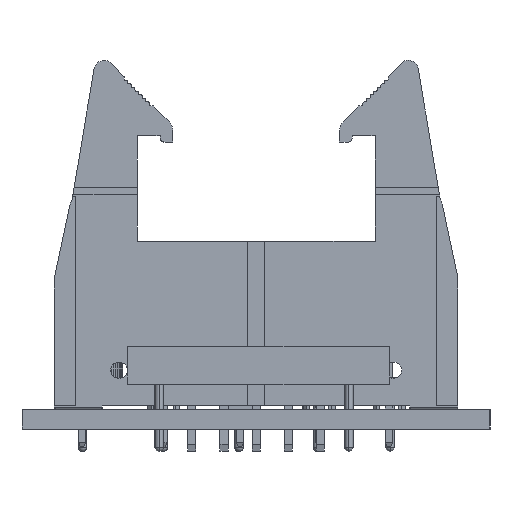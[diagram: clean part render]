
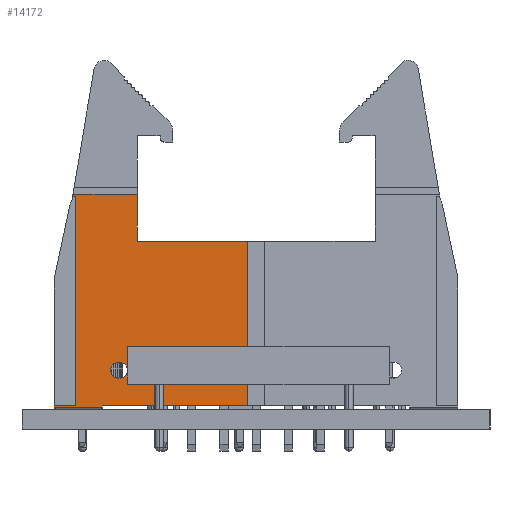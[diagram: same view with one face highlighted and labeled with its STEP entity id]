
A CAD part, left-side view. The second image highlights one B-rep face of the part: STEP entity #14172.
In plain terms, the highlighted face is planar.
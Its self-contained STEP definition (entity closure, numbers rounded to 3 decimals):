
#4994 = VERTEX_POINT('',#4995);
#4995 = CARTESIAN_POINT('',(10.2,7.85,3.1));
#5001 = EDGE_CURVE('',#4994,#5002,#5004,.T.);
#5002 = VERTEX_POINT('',#5003);
#5003 = CARTESIAN_POINT('',(11.5,7.85,3.1));
#5004 = CIRCLE('',#5005,0.65);
#5005 = AXIS2_PLACEMENT_3D('',#5006,#5007,#5008);
#5006 = CARTESIAN_POINT('',(10.85,7.85,3.1));
#5007 = DIRECTION('',(0.,-1.,0.));
#5008 = DIRECTION('',(1.,0.,0.));
#6099 = VERTEX_POINT('',#6100);
#6100 = CARTESIAN_POINT('',(0.675,7.85,0.3));
#6106 = EDGE_CURVE('',#6099,#6107,#6109,.T.);
#6107 = VERTEX_POINT('',#6108);
#6108 = CARTESIAN_POINT('',(12.15,7.85,0.3));
#6109 = LINE('',#6110,#6111);
#6110 = CARTESIAN_POINT('',(6.412,7.85,0.3));
#6111 = VECTOR('',#6112,1.);
#6112 = DIRECTION('',(1.,0.,0.));
#9454 = EDGE_CURVE('',#5002,#4994,#9455,.T.);
#9455 = CIRCLE('',#9456,0.65);
#9456 = AXIS2_PLACEMENT_3D('',#9457,#9458,#9459);
#9457 = CARTESIAN_POINT('',(10.85,7.85,3.1));
#9458 = DIRECTION('',(0.,-1.,0.));
#9459 = DIRECTION('',(1.,0.,0.));
#9849 = VERTEX_POINT('',#9850);
#9850 = CARTESIAN_POINT('',(12.15,7.85,0.15)
  );
#9874 = EDGE_CURVE('',#6107,#9849,#9875,.T.);
#9875 = LINE('',#9876,#9877);
#9876 = CARTESIAN_POINT('',(12.15,7.85,
    0.075));
#9877 = VECTOR('',#9878,1.);
#9878 = DIRECTION('',(0.,0.,-1.));
#10835 = VERTEX_POINT('',#10836);
#10836 = CARTESIAN_POINT('',(9.407,7.85,17.
    ));
#10842 = EDGE_CURVE('',#10835,#10843,#10845,.T.);
#10843 = VERTEX_POINT('',#10844);
#10844 = CARTESIAN_POINT('',(9.407,7.85,13.3
    ));
#10845 = LINE('',#10846,#10847);
#10846 = CARTESIAN_POINT('',(9.407,7.85,6.65)
  );
#10847 = VECTOR('',#10848,1.);
#10848 = DIRECTION('',(0.,0.,-1.));
#11885 = VERTEX_POINT('',#11886);
#11886 = CARTESIAN_POINT('',(15.95,7.85,0.15));
#11895 = EDGE_CURVE('',#9849,#11885,#11896,.T.);
#11896 = LINE('',#11897,#11898);
#11897 = CARTESIAN_POINT('',(7.462,7.85,0.15)
  );
#11898 = VECTOR('',#11899,1.);
#11899 = DIRECTION('',(1.,0.,0.));
#11990 = VERTEX_POINT('',#11991);
#11991 = CARTESIAN_POINT('',(14.511,7.85,16.859
    ));
#12008 = VERTEX_POINT('',#12009);
#12009 = CARTESIAN_POINT('',(14.25,7.85,
    16.859));
#12015 = EDGE_CURVE('',#12008,#11990,#12016,.T.);
#12016 = LINE('',#12017,#12018);
#12017 = CARTESIAN_POINT('',(-15.95,7.85,16.859));
#12018 = VECTOR('',#12019,1.);
#12019 = DIRECTION('',(1.,0.,0.));
#12784 = VERTEX_POINT('',#12785);
#12785 = CARTESIAN_POINT('',(14.487,7.85,
    17.));
#12791 = EDGE_CURVE('',#12784,#10835,#12792,.T.);
#12792 = LINE('',#12793,#12794);
#12793 = CARTESIAN_POINT('',(-7.637,7.85,
    17.));
#12794 = VECTOR('',#12795,1.);
#12795 = DIRECTION('',(-1.,0.,0.));
#12806 = VERTEX_POINT('',#12807);
#12807 = CARTESIAN_POINT('',(14.25,7.85,0.3
    ));
#12824 = VERTEX_POINT('',#12825);
#12825 = CARTESIAN_POINT('',(15.95,7.85,0.3));
#12831 = EDGE_CURVE('',#12806,#12824,#12832,.T.);
#12832 = LINE('',#12833,#12834);
#12833 = CARTESIAN_POINT('',(-15.95,7.85,0.3));
#12834 = VECTOR('',#12835,1.);
#12835 = DIRECTION('',(1.,0.,0.));
#14103 = EDGE_CURVE('',#12784,#11990,#14104,.T.);
#14104 = LINE('',#14105,#14106);
#14105 = CARTESIAN_POINT('',(13.23,7.85,
    24.461));
#14106 = VECTOR('',#14107,1.);
#14107 = DIRECTION('',(0.166,0.,
    -0.986));
#14118 = EDGE_CURVE('',#12824,#11885,#14119,.T.);
#14119 = LINE('',#14120,#14121);
#14120 = CARTESIAN_POINT('',(15.95,7.85,0.15));
#14121 = VECTOR('',#14122,1.);
#14122 = DIRECTION('',(0.,0.,-1.));
#14162 = EDGE_CURVE('',#12806,#12008,#14163,.T.);
#14163 = LINE('',#14164,#14165);
#14164 = CARTESIAN_POINT('',(14.25,7.85,0.));
#14165 = VECTOR('',#14166,1.);
#14166 = DIRECTION('',(0.,0.,1.));
#14172 = ADVANCED_FACE('',(#14173,#14177),#14203,.T.);
#14173 = FACE_BOUND('',#14174,.T.);
#14174 = EDGE_LOOP('',(#14175,#14176));
#14175 = ORIENTED_EDGE('',*,*,#5001,.T.);
#14176 = ORIENTED_EDGE('',*,*,#9454,.T.);
#14177 = FACE_BOUND('',#14178,.T.);
#14178 = EDGE_LOOP('',(#14179,#14180,#14181,#14182,#14183,#14184,#14185,
    #14186,#14187,#14188,#14196,#14202));
#14179 = ORIENTED_EDGE('',*,*,#12791,.F.);
#14180 = ORIENTED_EDGE('',*,*,#14103,.T.);
#14181 = ORIENTED_EDGE('',*,*,#12015,.F.);
#14182 = ORIENTED_EDGE('',*,*,#14162,.F.);
#14183 = ORIENTED_EDGE('',*,*,#12831,.T.);
#14184 = ORIENTED_EDGE('',*,*,#14118,.T.);
#14185 = ORIENTED_EDGE('',*,*,#11895,.F.);
#14186 = ORIENTED_EDGE('',*,*,#9874,.F.);
#14187 = ORIENTED_EDGE('',*,*,#6106,.F.);
#14188 = ORIENTED_EDGE('',*,*,#14189,.T.);
#14189 = EDGE_CURVE('',#6099,#14190,#14192,.T.);
#14190 = VERTEX_POINT('',#14191);
#14191 = CARTESIAN_POINT('',(0.675,7.85,13.3)
  );
#14192 = LINE('',#14193,#14194);
#14193 = CARTESIAN_POINT('',(0.675,7.85,0.));
#14194 = VECTOR('',#14195,1.);
#14195 = DIRECTION('',(0.,0.,1.));
#14196 = ORIENTED_EDGE('',*,*,#14197,.F.);
#14197 = EDGE_CURVE('',#10843,#14190,#14198,.T.);
#14198 = LINE('',#14199,#14200);
#14199 = CARTESIAN_POINT('',(-4.367,7.85,13.3
    ));
#14200 = VECTOR('',#14201,1.);
#14201 = DIRECTION('',(-1.,0.,0.));
#14202 = ORIENTED_EDGE('',*,*,#10842,.F.);
#14203 = PLANE('',#14204);
#14204 = AXIS2_PLACEMENT_3D('',#14205,#14206,#14207);
#14205 = CARTESIAN_POINT('',(0.675,7.85,0.));
#14206 = DIRECTION('',(0.,1.,0.));
#14207 = DIRECTION('',(-1.,0.,0.));
